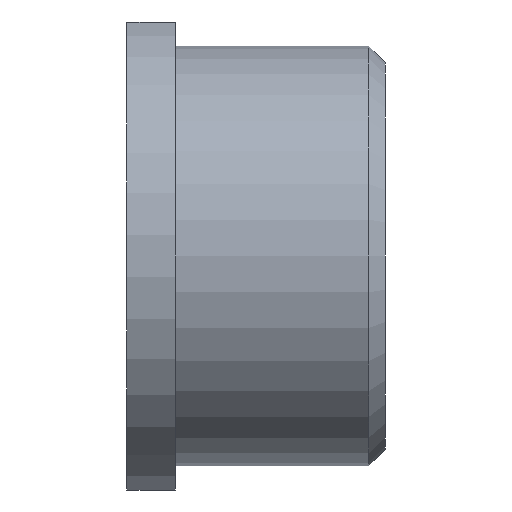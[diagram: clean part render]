
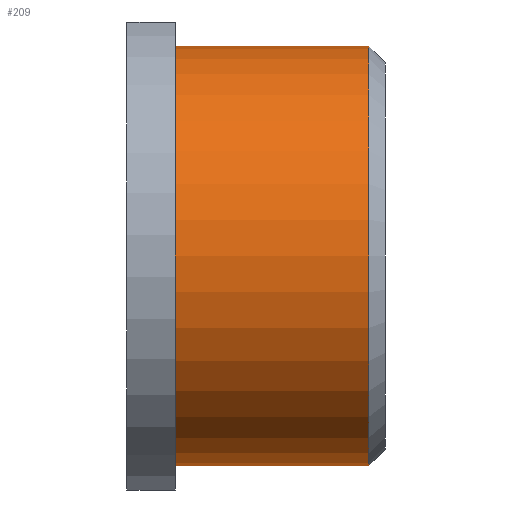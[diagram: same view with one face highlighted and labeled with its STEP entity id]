
A CAD part, left-side view. The second image highlights one B-rep face of the part: STEP entity #209.
In plain terms, the highlighted cylindrical face has radius 6.5 mm (diameter 13 mm), a full revolution.
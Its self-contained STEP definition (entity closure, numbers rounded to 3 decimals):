
#25=CYLINDRICAL_SURFACE('',#244,6.5);
#31=FACE_OUTER_BOUND('',#43,.T.);
#43=EDGE_LOOP('',(#154,#155,#156,#157,#158,#159));
#59=LINE('',#352,#71);
#71=VECTOR('',#282,6.5);
#83=CIRCLE('',#242,6.5);
#84=CIRCLE('',#243,6.5);
#85=CIRCLE('',#245,6.5);
#86=CIRCLE('',#246,6.5);
#100=VERTEX_POINT('',#345);
#101=VERTEX_POINT('',#347);
#102=VERTEX_POINT('',#351);
#103=VERTEX_POINT('',#353);
#122=EDGE_CURVE('',#100,#101,#83,.T.);
#123=EDGE_CURVE('',#101,#100,#84,.T.);
#124=EDGE_CURVE('',#101,#102,#59,.T.);
#125=EDGE_CURVE('',#102,#103,#85,.T.);
#126=EDGE_CURVE('',#103,#102,#86,.T.);
#154=ORIENTED_EDGE('',*,*,#122,.F.);
#155=ORIENTED_EDGE('',*,*,#123,.F.);
#156=ORIENTED_EDGE('',*,*,#124,.T.);
#157=ORIENTED_EDGE('',*,*,#125,.T.);
#158=ORIENTED_EDGE('',*,*,#126,.T.);
#159=ORIENTED_EDGE('',*,*,#124,.F.);
#209=ADVANCED_FACE('',(#31),#25,.T.);
#242=AXIS2_PLACEMENT_3D('',#348,#276,#277);
#243=AXIS2_PLACEMENT_3D('',#349,#278,#279);
#244=AXIS2_PLACEMENT_3D('',#350,#280,#281);
#245=AXIS2_PLACEMENT_3D('',#354,#283,#284);
#246=AXIS2_PLACEMENT_3D('',#355,#285,#286);
#276=DIRECTION('center_axis',(0.,-1.,0.));
#277=DIRECTION('ref_axis',(-1.,0.,0.));
#278=DIRECTION('center_axis',(0.,-1.,0.));
#279=DIRECTION('ref_axis',(-1.,0.,0.));
#280=DIRECTION('center_axis',(0.,-1.,0.));
#281=DIRECTION('ref_axis',(1.,0.,0.));
#282=DIRECTION('',(0.,1.,0.));
#283=DIRECTION('center_axis',(0.,-1.,0.));
#284=DIRECTION('ref_axis',(1.,0.,0.));
#285=DIRECTION('center_axis',(0.,-1.,0.));
#286=DIRECTION('ref_axis',(1.,0.,0.));
#345=CARTESIAN_POINT('',(6.5,-7.5,0.));
#347=CARTESIAN_POINT('',(-6.5,-7.5,0.));
#348=CARTESIAN_POINT('Origin',(0.,-7.5,0.));
#349=CARTESIAN_POINT('Origin',(0.,-7.5,0.));
#350=CARTESIAN_POINT('Origin',(0.,-4.75,0.));
#351=CARTESIAN_POINT('',(-6.5,-1.5,0.));
#352=CARTESIAN_POINT('',(-6.5,-4.75,0.));
#353=CARTESIAN_POINT('',(6.5,-1.5,0.));
#354=CARTESIAN_POINT('Origin',(0.,-1.5,0.));
#355=CARTESIAN_POINT('Origin',(0.,-1.5,0.));
